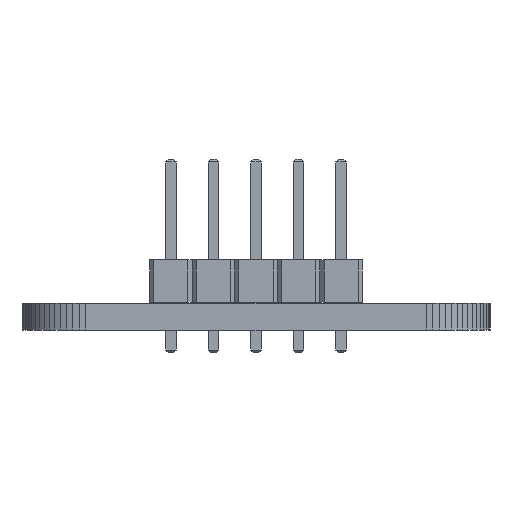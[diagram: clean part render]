
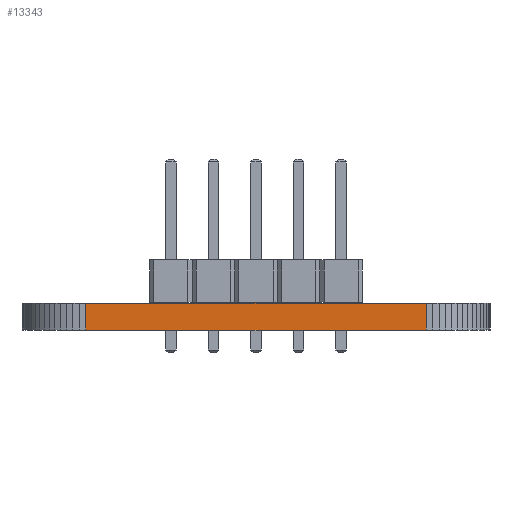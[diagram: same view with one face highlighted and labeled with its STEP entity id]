
A CAD part, left-side view. The second image highlights one B-rep face of the part: STEP entity #13343.
In plain terms, the highlighted planar face has unit normal (-1, 0, 0).
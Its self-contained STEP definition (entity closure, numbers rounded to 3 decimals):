
#8048 = PLANE('',#8049);
#8049 = AXIS2_PLACEMENT_3D('',#8050,#8051,#8052);
#8050 = CARTESIAN_POINT('',(162.56,-88.9,1.6));
#8051 = DIRECTION('',(-0.,-0.,-1.));
#8052 = DIRECTION('',(-1.,0.,0.));
#8102 = PLANE('',#8103);
#8103 = AXIS2_PLACEMENT_3D('',#8104,#8105,#8106);
#8104 = CARTESIAN_POINT('',(162.56,-88.9,0.));
#8105 = DIRECTION('',(-0.,-0.,-1.));
#8106 = DIRECTION('',(-1.,0.,0.));
#9471 = VERTEX_POINT('',#9472);
#9472 = CARTESIAN_POINT('',(158.75,-99.06,0.));
#9486 = PLANE('',#9487);
#9487 = AXIS2_PLACEMENT_3D('',#9488,#9489,#9490);
#9488 = CARTESIAN_POINT('',(158.77,-99.445,0.));
#9489 = DIRECTION('',(-0.999,-0.051,0.));
#9490 = DIRECTION('',(-0.051,0.999,0.));
#9498 = EDGE_CURVE('',#9471,#9499,#9501,.T.);
#9499 = VERTEX_POINT('',#9500);
#9500 = CARTESIAN_POINT('',(158.75,-78.74,0.));
#9501 = SURFACE_CURVE('',#9502,(#9506,#9513),.PCURVE_S1.);
#9502 = LINE('',#9503,#9504);
#9503 = CARTESIAN_POINT('',(158.75,-99.06,0.));
#9504 = VECTOR('',#9505,1.);
#9505 = DIRECTION('',(0.,1.,0.));
#9506 = PCURVE('',#8102,#9507);
#9507 = DEFINITIONAL_REPRESENTATION('',(#9508),#9512);
#9508 = LINE('',#9509,#9510);
#9509 = CARTESIAN_POINT('',(3.81,-10.16));
#9510 = VECTOR('',#9511,1.);
#9511 = DIRECTION('',(0.,1.));
#9512 = ( GEOMETRIC_REPRESENTATION_CONTEXT(2) 
PARAMETRIC_REPRESENTATION_CONTEXT() REPRESENTATION_CONTEXT('2D SPACE',''
  ) );
#9513 = PCURVE('',#9514,#9519);
#9514 = PLANE('',#9515);
#9515 = AXIS2_PLACEMENT_3D('',#9516,#9517,#9518);
#9516 = CARTESIAN_POINT('',(158.75,-99.06,0.));
#9517 = DIRECTION('',(-1.,0.,0.));
#9518 = DIRECTION('',(0.,1.,0.));
#9519 = DEFINITIONAL_REPRESENTATION('',(#9520),#9524);
#9520 = LINE('',#9521,#9522);
#9521 = CARTESIAN_POINT('',(0.,0.));
#9522 = VECTOR('',#9523,1.);
#9523 = DIRECTION('',(1.,0.));
#9524 = ( GEOMETRIC_REPRESENTATION_CONTEXT(2) 
PARAMETRIC_REPRESENTATION_CONTEXT() REPRESENTATION_CONTEXT('2D SPACE',''
  ) );
#9542 = PLANE('',#9543);
#9543 = AXIS2_PLACEMENT_3D('',#9544,#9545,#9546);
#9544 = CARTESIAN_POINT('',(158.75,-78.74,0.));
#9545 = DIRECTION('',(-0.999,0.051,0.));
#9546 = DIRECTION('',(0.051,0.999,0.));
#11558 = VERTEX_POINT('',#11559);
#11559 = CARTESIAN_POINT('',(158.75,-99.06,1.6));
#11580 = EDGE_CURVE('',#11558,#11581,#11583,.T.);
#11581 = VERTEX_POINT('',#11582);
#11582 = CARTESIAN_POINT('',(158.75,-78.74,1.6));
#11583 = SURFACE_CURVE('',#11584,(#11588,#11595),.PCURVE_S1.);
#11584 = LINE('',#11585,#11586);
#11585 = CARTESIAN_POINT('',(158.75,-99.06,1.6));
#11586 = VECTOR('',#11587,1.);
#11587 = DIRECTION('',(0.,1.,0.));
#11588 = PCURVE('',#8048,#11589);
#11589 = DEFINITIONAL_REPRESENTATION('',(#11590),#11594);
#11590 = LINE('',#11591,#11592);
#11591 = CARTESIAN_POINT('',(3.81,-10.16));
#11592 = VECTOR('',#11593,1.);
#11593 = DIRECTION('',(0.,1.));
#11594 = ( GEOMETRIC_REPRESENTATION_CONTEXT(2) 
PARAMETRIC_REPRESENTATION_CONTEXT() REPRESENTATION_CONTEXT('2D SPACE',''
  ) );
#11595 = PCURVE('',#9514,#11596);
#11596 = DEFINITIONAL_REPRESENTATION('',(#11597),#11601);
#11597 = LINE('',#11598,#11599);
#11598 = CARTESIAN_POINT('',(0.,-1.6));
#11599 = VECTOR('',#11600,1.);
#11600 = DIRECTION('',(1.,0.));
#11601 = ( GEOMETRIC_REPRESENTATION_CONTEXT(2) 
PARAMETRIC_REPRESENTATION_CONTEXT() REPRESENTATION_CONTEXT('2D SPACE',''
  ) );
#13293 = EDGE_CURVE('',#9499,#11581,#13294,.T.);
#13294 = SURFACE_CURVE('',#13295,(#13299,#13306),.PCURVE_S1.);
#13295 = LINE('',#13296,#13297);
#13296 = CARTESIAN_POINT('',(158.75,-78.74,0.));
#13297 = VECTOR('',#13298,1.);
#13298 = DIRECTION('',(0.,0.,1.));
#13299 = PCURVE('',#9542,#13300);
#13300 = DEFINITIONAL_REPRESENTATION('',(#13301),#13305);
#13301 = LINE('',#13302,#13303);
#13302 = CARTESIAN_POINT('',(0.,0.));
#13303 = VECTOR('',#13304,1.);
#13304 = DIRECTION('',(0.,-1.));
#13305 = ( GEOMETRIC_REPRESENTATION_CONTEXT(2) 
PARAMETRIC_REPRESENTATION_CONTEXT() REPRESENTATION_CONTEXT('2D SPACE',''
  ) );
#13306 = PCURVE('',#9514,#13307);
#13307 = DEFINITIONAL_REPRESENTATION('',(#13308),#13312);
#13308 = LINE('',#13309,#13310);
#13309 = CARTESIAN_POINT('',(20.32,0.));
#13310 = VECTOR('',#13311,1.);
#13311 = DIRECTION('',(0.,-1.));
#13312 = ( GEOMETRIC_REPRESENTATION_CONTEXT(2) 
PARAMETRIC_REPRESENTATION_CONTEXT() REPRESENTATION_CONTEXT('2D SPACE',''
  ) );
#13343 = ADVANCED_FACE('',(#13344),#9514,.T.);
#13344 = FACE_BOUND('',#13345,.T.);
#13345 = EDGE_LOOP('',(#13346,#13367,#13368,#13369));
#13346 = ORIENTED_EDGE('',*,*,#13347,.T.);
#13347 = EDGE_CURVE('',#9471,#11558,#13348,.T.);
#13348 = SURFACE_CURVE('',#13349,(#13353,#13360),.PCURVE_S1.);
#13349 = LINE('',#13350,#13351);
#13350 = CARTESIAN_POINT('',(158.75,-99.06,0.));
#13351 = VECTOR('',#13352,1.);
#13352 = DIRECTION('',(0.,0.,1.));
#13353 = PCURVE('',#9514,#13354);
#13354 = DEFINITIONAL_REPRESENTATION('',(#13355),#13359);
#13355 = LINE('',#13356,#13357);
#13356 = CARTESIAN_POINT('',(0.,0.));
#13357 = VECTOR('',#13358,1.);
#13358 = DIRECTION('',(0.,-1.));
#13359 = ( GEOMETRIC_REPRESENTATION_CONTEXT(2) 
PARAMETRIC_REPRESENTATION_CONTEXT() REPRESENTATION_CONTEXT('2D SPACE',''
  ) );
#13360 = PCURVE('',#9486,#13361);
#13361 = DEFINITIONAL_REPRESENTATION('',(#13362),#13366);
#13362 = LINE('',#13363,#13364);
#13363 = CARTESIAN_POINT('',(0.386,0.));
#13364 = VECTOR('',#13365,1.);
#13365 = DIRECTION('',(0.,-1.));
#13366 = ( GEOMETRIC_REPRESENTATION_CONTEXT(2) 
PARAMETRIC_REPRESENTATION_CONTEXT() REPRESENTATION_CONTEXT('2D SPACE',''
  ) );
#13367 = ORIENTED_EDGE('',*,*,#11580,.T.);
#13368 = ORIENTED_EDGE('',*,*,#13293,.F.);
#13369 = ORIENTED_EDGE('',*,*,#9498,.F.);
